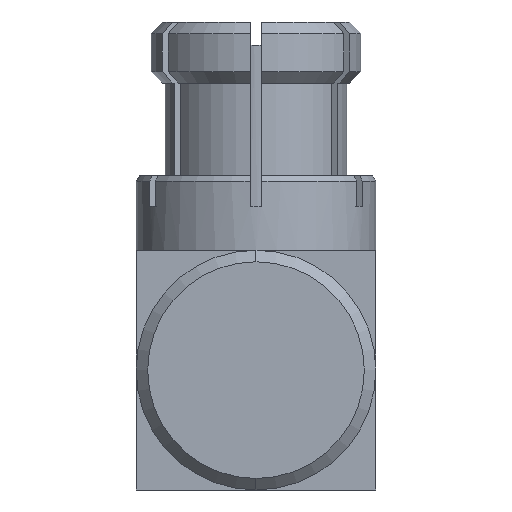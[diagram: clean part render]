
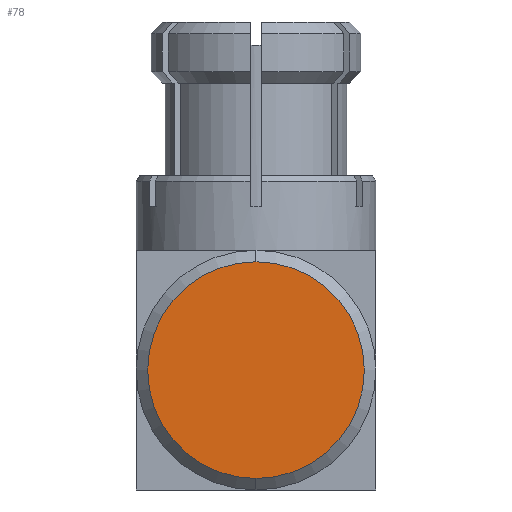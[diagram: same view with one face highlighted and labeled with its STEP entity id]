
A CAD part, front view. The second image highlights one B-rep face of the part: STEP entity #78.
In plain terms, the highlighted planar face has unit normal (0, -1, 0).
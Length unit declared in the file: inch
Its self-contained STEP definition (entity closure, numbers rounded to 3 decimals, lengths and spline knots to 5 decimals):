
#78 = ADVANCED_FACE ( 'NONE', ( #1031 ), #3302, .F. ) ;
#127 = AXIS2_PLACEMENT_3D ( 'NONE', #3492, #2087, #1710 ) ;
#377 = ORIENTED_EDGE ( 'NONE', *, *, #3363, .T. ) ;
#809 = CARTESIAN_POINT ( 'NONE',  ( 0., -0.235, 0.047 ) ) ;
#928 = EDGE_LOOP ( 'NONE', ( #3230, #377 ) ) ;
#1016 = EDGE_CURVE ( 'NONE', #3706, #1404, #1891, .T. ) ;
#1031 = FACE_OUTER_BOUND ( 'NONE', #928, .T. ) ;
#1158 = DIRECTION ( 'NONE',  ( 0., -1., 0. ) ) ;
#1404 = VERTEX_POINT ( 'NONE', #4309 ) ;
#1505 = DIRECTION ( 'NONE',  ( 0., 1., 0. ) ) ;
#1636 = AXIS2_PLACEMENT_3D ( 'NONE', #2956, #1158, #2974 ) ;
#1710 = DIRECTION ( 'NONE',  ( 0., 0., 1. ) ) ;
#1854 = AXIS2_PLACEMENT_3D ( 'NONE', #4814, #1505, #4102 ) ;
#1891 = CIRCLE ( 'NONE', #1636, 0.047 ) ;
#2087 = DIRECTION ( 'NONE',  ( 0., -1., 0. ) ) ;
#2956 = CARTESIAN_POINT ( 'NONE',  ( 0., -0.235, 0. ) ) ;
#2974 = DIRECTION ( 'NONE',  ( 0., 0., 1. ) ) ;
#3057 = CIRCLE ( 'NONE', #127, 0.047 ) ;
#3230 = ORIENTED_EDGE ( 'NONE', *, *, #1016, .T. ) ;
#3302 = PLANE ( 'NONE',  #1854 ) ;
#3363 = EDGE_CURVE ( 'NONE', #1404, #3706, #3057, .T. ) ;
#3492 = CARTESIAN_POINT ( 'NONE',  ( 0., -0.235, 0. ) ) ;
#3706 = VERTEX_POINT ( 'NONE', #809 ) ;
#4102 = DIRECTION ( 'NONE',  ( 0., 0., 1. ) ) ;
#4309 = CARTESIAN_POINT ( 'NONE',  ( 0., -0.235, -0.047 ) ) ;
#4814 = CARTESIAN_POINT ( 'NONE',  ( 0., -0.235, 0. ) ) ;
